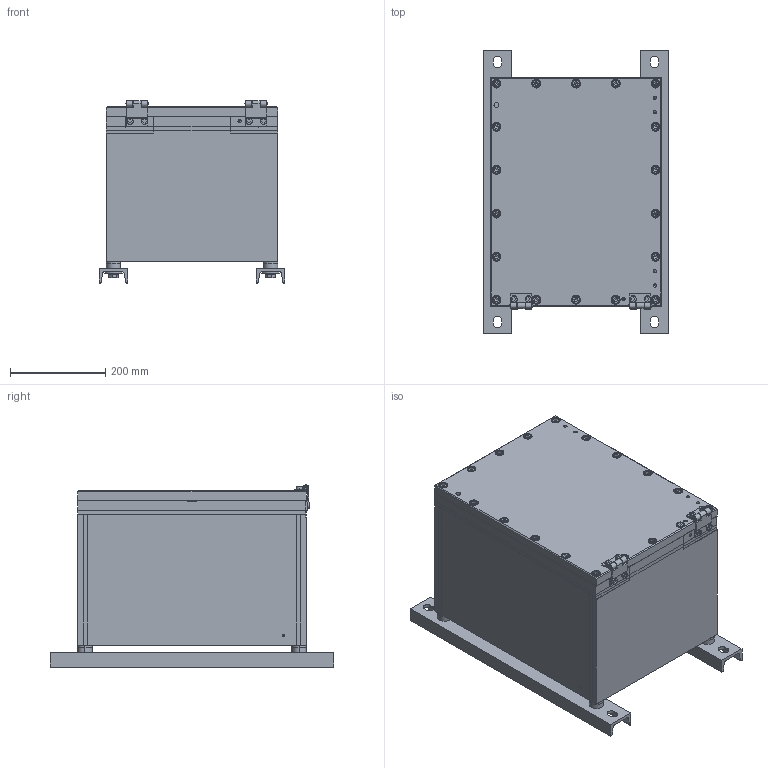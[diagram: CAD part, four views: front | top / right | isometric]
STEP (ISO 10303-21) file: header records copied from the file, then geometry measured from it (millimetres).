
FILE_DESCRIPTION (( 'STEP AP203' ), '1' );
FILE_NAME ('8264-_323-2_10-ap203.STEP', '2013-03-02T11:14:36', ( 'Admin' ), ( 'R. STAHL AG' ), 'SwSTEP 2.0', 'SolidWorks 2012', '' );
FILE_SCHEMA (( 'CONFIG_CONTROL_DESIGN' ));
Length unit declared in the file: millimetre
Products named in the file (16): 82_640_01_26_0_Teil_1; 500_635_0_Vereinfacht; 506_761_0; 506_712_0; 500_663_0_M 8 x 16; 502_606_0_Vereinfacht M10 x 30; 502_077_0; 506_228_0; 82_649_02_55_0_NEC; 82_649_54_05_3_82_649_83_05_3 unverlierbare Schraube; 82_649_54_04_3_Standard<Wie bearbeitet>; 8264-_323-2_10-ap203; U60x30x596_U60x30x596; 82_640_01_26_0; 82_640_01_26_0_Teil_3; 82_640_01_26_0_Teil_2
Assembly tree (56 placements, depth 3):
  8264-_323-2_10-ap203
    82_649_54_04_3_Standard<Wie bearbeitet>
    82_649_54_05_3_82_649_83_05_3 unverlierbare Schraube
    82_649_02_55_0_NEC
    506_228_0  x4
    502_077_0  x4
    502_606_0_Vereinfacht M10 x 30  x18
    500_663_0_M 8 x 16  x8
    506_712_0  x4
    506_761_0  x4
    500_635_0_Vereinfacht  x4
    82_640_01_26_0  x2
      82_640_01_26_0_Teil_1
      82_640_01_26_0_Teil_2
      82_640_01_26_0_Teil_3
    U60x30x596_U60x30x596  x2
Bounding box: 390 x 596 x 382.5 mm (x, y, z)
Volume: 14544768.7 mm3; surface area: 2668816.1 mm2
Topology: 91 solids, 91 shells, 1835 faces, 4173 edges, 2540 vertices
Faces by surface type: plane 881, cylinder 538, cone 240, torus 140, bspline 28, sphere 8
Entity records: 28564 total; most frequent: CARTESIAN_POINT 4851, DIRECTION 4623, ORIENTED_EDGE 4036, EDGE_CURVE 2018, AXIS2_PLACEMENT_3D 1713, VERTEX_POINT 1293, VECTOR 1197, LINE 1197
